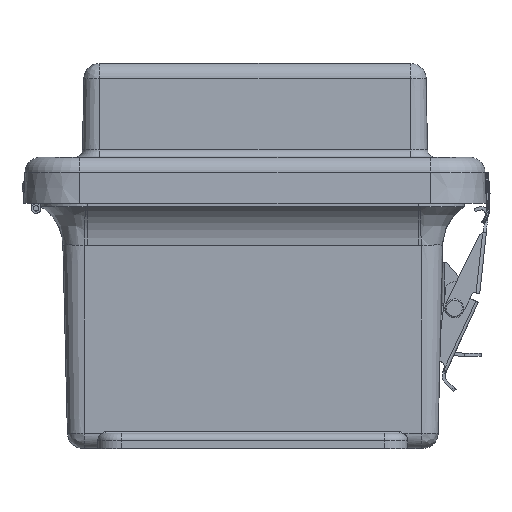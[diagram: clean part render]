
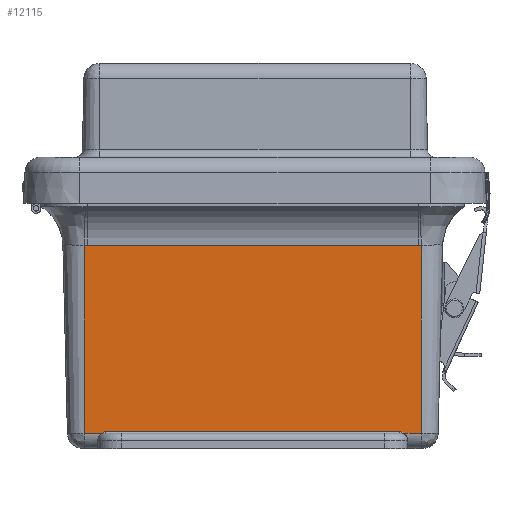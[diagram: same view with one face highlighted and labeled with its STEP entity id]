
A CAD part, front view. The second image highlights one B-rep face of the part: STEP entity #12115.
In plain terms, the highlighted face is planar.
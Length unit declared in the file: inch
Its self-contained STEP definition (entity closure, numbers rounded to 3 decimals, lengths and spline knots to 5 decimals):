
#211=B_SPLINE_CURVE_WITH_KNOTS($,3,(#19957,#19958,#19959,#19960,#19961,
#19962),.UNSPECIFIED.,.F.,.F.,(4,2,4),(0.,0.14287,0.17891),
 .UNSPECIFIED.);
#212=B_SPLINE_CURVE_WITH_KNOTS($,3,(#19988,#19989,#19990,#19991,#19992,
#19993),.UNSPECIFIED.,.F.,.F.,(4,2,4),(1.77354,1.80958,
1.95245),.UNSPECIFIED.);
#338=LINE($,#18289,#1257);
#456=LINE($,#19847,#1375);
#457=LINE($,#19851,#1376);
#466=LINE($,#19907,#1385);
#468=LINE($,#19936,#1387);
#474=LINE($,#19995,#1393);
#1257=VECTOR($,#14372,5.34955);
#1375=VECTOR($,#14930,0.27924);
#1376=VECTOR($,#14935,3.02997);
#1385=VECTOR($,#14968,0.27924);
#1387=VECTOR($,#14974,3.02997);
#1393=VECTOR($,#15024,4.75);
#2213=PLANE($,#13097);
#3274=FACE_OUTER_BOUND($,#4028,.T.);
#4028=EDGE_LOOP($,(#9183,#9184,#9185,#9186,#9187,#9188,#9189,#9190,#9191,
#9192));
#4999=CIRCLE($,#13092,1.81898);
#5000=CIRCLE($,#13093,1.81922);
#5560=VERTEX_POINT($,#18286);
#5561=VERTEX_POINT($,#18288);
#5721=VERTEX_POINT($,#19832);
#5723=VERTEX_POINT($,#19836);
#5724=VERTEX_POINT($,#19850);
#5737=VERTEX_POINT($,#19904);
#5738=VERTEX_POINT($,#19906);
#5741=VERTEX_POINT($,#19923);
#5744=VERTEX_POINT($,#19956);
#5751=VERTEX_POINT($,#19986);
#6728=EDGE_CURVE($,#5560,#5561,#338,.T.);
#6987=EDGE_CURVE($,#5723,#5721,#456,.F.);
#6989=EDGE_CURVE($,#5724,#5721,#457,.T.);
#7008=EDGE_CURVE($,#5737,#5738,#466,.T.);
#7013=EDGE_CURVE($,#5741,#5737,#468,.T.);
#7019=EDGE_CURVE($,#5744,#5738,#211,.T.);
#7033=EDGE_CURVE($,#5751,#5723,#212,.F.);
#7034=EDGE_CURVE($,#5744,#5751,#474,.T.);
#7093=EDGE_CURVE($,#5724,#5560,#4999,.T.);
#7094=EDGE_CURVE($,#5561,#5741,#5000,.T.);
#9183=ORIENTED_EDGE($,*,*,#7008,.F.);
#9184=ORIENTED_EDGE($,*,*,#7013,.F.);
#9185=ORIENTED_EDGE($,*,*,#7094,.F.);
#9186=ORIENTED_EDGE($,*,*,#6728,.F.);
#9187=ORIENTED_EDGE($,*,*,#7093,.F.);
#9188=ORIENTED_EDGE($,*,*,#6989,.T.);
#9189=ORIENTED_EDGE($,*,*,#6987,.F.);
#9190=ORIENTED_EDGE($,*,*,#7033,.F.);
#9191=ORIENTED_EDGE($,*,*,#7034,.F.);
#9192=ORIENTED_EDGE($,*,*,#7019,.T.);
#12115=ADVANCED_FACE($,(#3274),#2213,.T.);
#13092=AXIS2_PLACEMENT_3D($,#20558,#15158,#15159);
#13093=AXIS2_PLACEMENT_3D($,#20583,#15160,#15161);
#13097=AXIS2_PLACEMENT_3D($,#20587,#15168,#15169);
#14372=DIRECTION($,(0.,-1.,0.));
#14930=DIRECTION($,(0.,-1.,0.));
#14935=DIRECTION($,(-0.024,0.,1.));
#14968=DIRECTION($,(0.,1.,0.));
#14974=DIRECTION($,(-0.024,0.,1.));
#15024=DIRECTION($,(0.,1.,0.));
#15158=DIRECTION('center_axis',(1.,0.,
0.024));
#15159=DIRECTION('ref_axis',(-0.024,0.,
1.));
#15160=DIRECTION('center_axis',(1.,0.,
0.024));
#15161=DIRECTION('ref_axis',(-0.024,-0.024,0.999));
#15168=DIRECTION('center_axis',(1.,0.,0.024));
#15169=DIRECTION('ref_axis',(0.,1.,0.));
#18286=CARTESIAN_POINT('',(4.06427,2.67478,1.2274));
#18288=CARTESIAN_POINT('',(4.06427,-2.67478,1.2274));
#18289=CARTESIAN_POINT($,(4.06427,2.67478,1.2274));
#19832=CARTESIAN_POINT('',(3.99192,2.71875,4.25597));
#19836=CARTESIAN_POINT('',(3.99192,2.43951,4.25597));
#19847=CARTESIAN_POINT($,(3.99192,2.71875,4.25597));
#19850=CARTESIAN_POINT('',(4.06428,2.71875,1.22687));
#19851=CARTESIAN_POINT($,(4.06428,2.71875,1.22687));
#19904=CARTESIAN_POINT('',(3.99192,-2.71875,4.25597));
#19906=CARTESIAN_POINT('',(3.99192,-2.43951,4.25597));
#19907=CARTESIAN_POINT($,(3.99192,-2.71875,4.25597));
#19923=CARTESIAN_POINT('',(4.06428,-2.71875,1.22687));
#19936=CARTESIAN_POINT($,(4.06428,-2.71875,1.22687));
#19956=CARTESIAN_POINT('',(3.99283,-2.375,4.218));
#19957=CARTESIAN_POINT('Ctrl Pts',(3.99283,-2.375,4.218));
#19958=CARTESIAN_POINT('Ctrl Pts',(3.99263,-2.39177,4.22639));
#19959=CARTESIAN_POINT('Ctrl Pts',(3.99241,-2.41027,4.23564));
#19960=CARTESIAN_POINT('Ctrl Pts',(3.99207,-2.43136,4.24985));
#19961=CARTESIAN_POINT('Ctrl Pts',(3.992,-2.43551,4.25285));
#19962=CARTESIAN_POINT('Ctrl Pts',(3.99192,-2.43951,4.25597));
#19986=CARTESIAN_POINT('',(3.99283,2.375,4.218));
#19988=CARTESIAN_POINT('Ctrl Pts',(3.99192,2.43951,4.25597));
#19989=CARTESIAN_POINT('Ctrl Pts',(3.992,2.43551,4.25285));
#19990=CARTESIAN_POINT('Ctrl Pts',(3.99207,2.43136,4.24985));
#19991=CARTESIAN_POINT('Ctrl Pts',(3.99241,2.41027,4.23564));
#19992=CARTESIAN_POINT('Ctrl Pts',(3.99263,2.39177,4.22639));
#19993=CARTESIAN_POINT('Ctrl Pts',(3.99283,2.375,4.218));
#19995=CARTESIAN_POINT($,(3.99283,-2.375,4.218));
#20558=CARTESIAN_POINT('Origin',(4.1077,2.6748,-0.59107));
#20583=CARTESIAN_POINT('Origin',(4.10771,-2.6748,-0.5913));
#20587=CARTESIAN_POINT('Origin',(4.09351,2.71875,0.00299));
